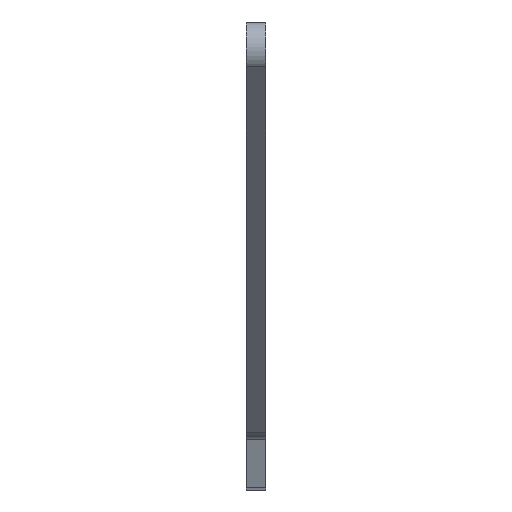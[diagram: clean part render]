
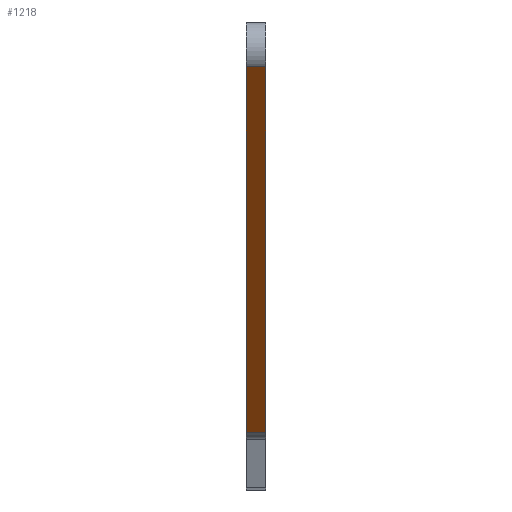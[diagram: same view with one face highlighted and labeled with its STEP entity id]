
A CAD part, left-side view. The second image highlights one B-rep face of the part: STEP entity #1218.
In plain terms, the highlighted planar face has unit normal (-0.733, 0, -0.68).
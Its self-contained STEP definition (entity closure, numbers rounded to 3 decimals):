
#61=PLANE('',#1368);
#112=FACE_OUTER_BOUND('',#196,.T.);
#196=EDGE_LOOP('',(#1085,#1086,#1087,#1088));
#287=LINE('',#1789,#393);
#367=LINE('',#2049,#473);
#369=LINE('',#2055,#475);
#373=LINE('',#2080,#479);
#393=VECTOR('',#1417,10.);
#473=VECTOR('',#1683,10.);
#475=VECTOR('',#1689,10.);
#479=VECTOR('',#1713,10.);
#498=VERTEX_POINT('',#1767);
#508=VERTEX_POINT('',#1787);
#595=VERTEX_POINT('',#2048);
#597=VERTEX_POINT('',#2054);
#627=EDGE_CURVE('',#508,#498,#287,.T.);
#757=EDGE_CURVE('',#498,#595,#367,.T.);
#760=EDGE_CURVE('',#597,#595,#369,.T.);
#773=EDGE_CURVE('',#597,#508,#373,.T.);
#1085=ORIENTED_EDGE('',*,*,#757,.F.);
#1086=ORIENTED_EDGE('',*,*,#627,.F.);
#1087=ORIENTED_EDGE('',*,*,#773,.F.);
#1088=ORIENTED_EDGE('',*,*,#760,.T.);
#1218=ADVANCED_FACE('',(#112),#61,.T.);
#1368=AXIS2_PLACEMENT_3D('',#2079,#1711,#1712);
#1417=DIRECTION('',(-0.68,0.,0.733));
#1683=DIRECTION('',(0.,-1.,0.));
#1689=DIRECTION('',(-0.68,0.,0.733));
#1711=DIRECTION('center_axis',(-0.733,0.,-0.68));
#1712=DIRECTION('ref_axis',(-0.68,0.,0.733));
#1713=DIRECTION('',(0.,1.,0.));
#1767=CARTESIAN_POINT('',(-430.442,5.,80.568));
#1787=CARTESIAN_POINT('',(-341.937,5.,-14.915));
#1789=CARTESIAN_POINT('',(-340.284,5.,-16.699));
#2048=CARTESIAN_POINT('',(-430.442,0.,80.568));
#2049=CARTESIAN_POINT('',(-430.442,0.,80.568));
#2054=CARTESIAN_POINT('',(-341.937,0.,-14.915));
#2055=CARTESIAN_POINT('',(-340.284,0.,-16.699));
#2079=CARTESIAN_POINT('Origin',(-340.284,0.,-16.699));
#2080=CARTESIAN_POINT('',(-341.937,0.,-14.915));
